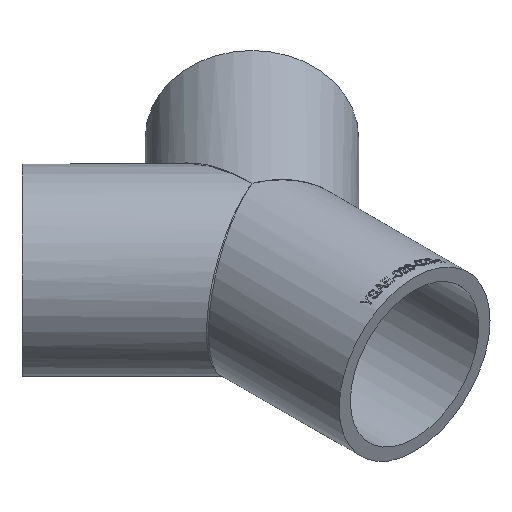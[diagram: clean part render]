
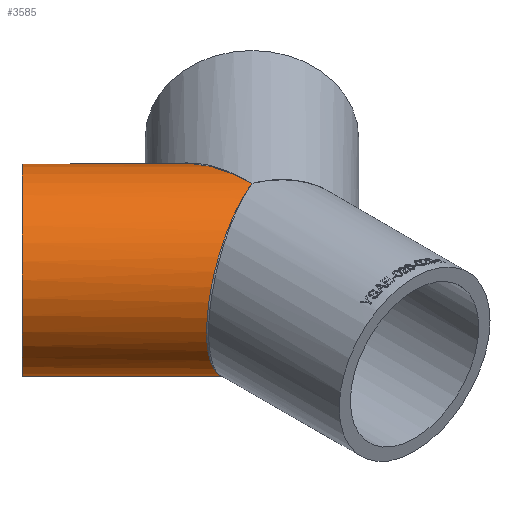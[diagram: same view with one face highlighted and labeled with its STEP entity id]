
A CAD part, isometric view. The second image highlights one B-rep face of the part: STEP entity #3585.
In plain terms, the highlighted cylindrical face has radius 13.45 mm (diameter 26.9 mm), a full revolution.
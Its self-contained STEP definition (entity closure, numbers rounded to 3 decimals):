
#8 = EDGE_CURVE ( 'NONE', #15720, #15720, #5022, .T. ) ;
#624 = ORIENTED_EDGE ( 'NONE', *, *, #1945, .T. ) ;
#807 = CARTESIAN_POINT ( 'NONE',  ( -0.495, 38.537, -13.45 ) ) ;
#935 = ORIENTED_EDGE ( 'NONE', *, *, #9605, .T. ) ;
#1362 = CARTESIAN_POINT ( 'NONE',  ( -30.017, 10.996, 0. ) ) ;
#1394 = CARTESIAN_POINT ( 'NONE',  ( 0., 0., -13.45 ) ) ;
#1945 = EDGE_CURVE ( 'NONE', #13129, #3437, #9208, .T. ) ;
#2062 = FACE_OUTER_BOUND ( 'NONE', #4585, .T. ) ;
#2098 = CARTESIAN_POINT ( 'NONE',  ( 0., 0., 13.45 ) ) ;
#3423 = DIRECTION ( 'NONE',  ( -0.707, 0.707, 0. ) ) ;
#3437 = VERTEX_POINT ( 'NONE', #14632 ) ;
#3541 = CARTESIAN_POINT ( 'NONE',  ( -0.495, 38.537, 13.45 ) ) ;
#3585 = ADVANCED_FACE ( 'NONE', ( #2062, #7253 ), #12416, .T. ) ;
#4585 = EDGE_LOOP ( 'NONE', ( #935, #624 ) ) ;
#4710 = CARTESIAN_POINT ( 'NONE',  ( 10.532, -10.532, 0. ) ) ;
#5022 = CIRCLE ( 'NONE', #7179, 13.45 ) ;
#5250 = AXIS2_PLACEMENT_3D ( 'NONE', #4710, #3423, #8606 ) ;
#7179 = AXIS2_PLACEMENT_3D ( 'NONE', #14321, #8116, #12962 ) ;
#7253 = FACE_OUTER_BOUND ( 'NONE', #14517, .T. ) ;
#8116 = DIRECTION ( 'NONE',  ( -0.707, 0.707, 0. ) ) ;
#8606 = DIRECTION ( 'NONE',  ( -0.707, -0.707, 0. ) ) ;
#9208 =( BOUNDED_CURVE ( )  B_SPLINE_CURVE ( 3, ( #12490, #16687, #16593, #14106 ),
 .UNSPECIFIED., .F., .T. ) 
 B_SPLINE_CURVE_WITH_KNOTS ( ( 4, 4 ),
 ( 4.712, 7.854 ),
 .UNSPECIFIED. ) 
 CURVE ( )  GEOMETRIC_REPRESENTATION_ITEM ( )  RATIONAL_B_SPLINE_CURVE ( ( 1., 0.333, 0.333, 1. ) ) 
 REPRESENTATION_ITEM ( '' )  );
#9605 = EDGE_CURVE ( 'NONE', #3437, #13129, #9802, .T. ) ;
#9802 =( BOUNDED_CURVE ( )  B_SPLINE_CURVE ( 3, ( #2098, #3541, #807, #16296 ),
 .UNSPECIFIED., .F., .T. ) 
 B_SPLINE_CURVE_WITH_KNOTS ( ( 4, 4 ),
 ( 1.571, 4.712 ),
 .UNSPECIFIED. ) 
 CURVE ( )  GEOMETRIC_REPRESENTATION_ITEM ( )  RATIONAL_B_SPLINE_CURVE ( ( 1., 0.333, 0.333, 1. ) ) 
 REPRESENTATION_ITEM ( '' )  );
#12416 = CYLINDRICAL_SURFACE ( 'NONE', #5250, 13.45 ) ;
#12490 = CARTESIAN_POINT ( 'NONE',  ( 0., 0., -13.45 ) ) ;
#12962 = DIRECTION ( 'NONE',  ( -0.707, -0.707, 0. ) ) ;
#13129 = VERTEX_POINT ( 'NONE', #1394 ) ;
#14106 = CARTESIAN_POINT ( 'NONE',  ( 0., 0., 13.45 ) ) ;
#14321 = CARTESIAN_POINT ( 'NONE',  ( -20.506, 20.506, 0. ) ) ;
#14360 = ORIENTED_EDGE ( 'NONE', *, *, #8, .F. ) ;
#14517 = EDGE_LOOP ( 'NONE', ( #14360 ) ) ;
#14632 = CARTESIAN_POINT ( 'NONE',  ( 0., 0., 13.45 ) ) ;
#15720 = VERTEX_POINT ( 'NONE', #1362 ) ;
#16296 = CARTESIAN_POINT ( 'NONE',  ( 0., 0., -13.45 ) ) ;
#16593 = CARTESIAN_POINT ( 'NONE',  ( -27.105, -10.937, 13.45 ) ) ;
#16687 = CARTESIAN_POINT ( 'NONE',  ( -27.105, -10.937, -13.45 ) ) ;
